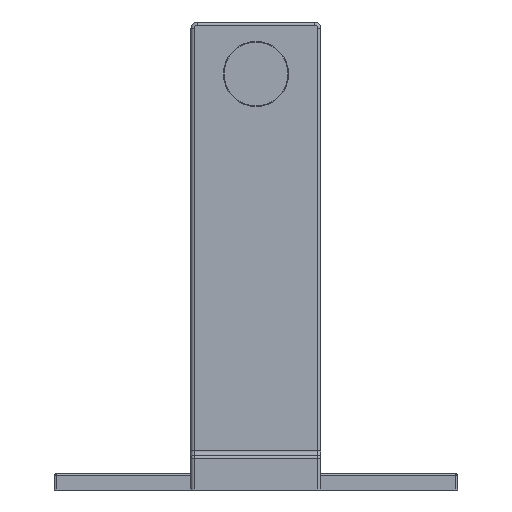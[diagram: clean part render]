
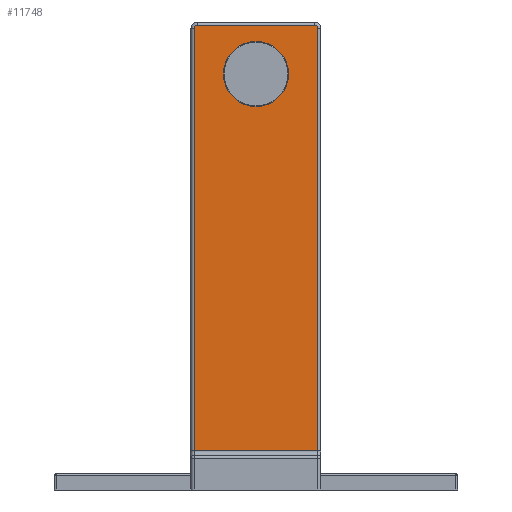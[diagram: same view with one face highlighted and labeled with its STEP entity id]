
A CAD part, front view. The second image highlights one B-rep face of the part: STEP entity #11748.
In plain terms, the highlighted planar face has unit normal (0, -1, 0).
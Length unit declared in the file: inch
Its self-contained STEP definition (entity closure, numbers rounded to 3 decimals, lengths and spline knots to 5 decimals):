
#11215=DIRECTION('',(0.,0.,1.));
#11216=VECTOR('',#11215,8.132);
#11217=CARTESIAN_POINT('',(-1.19,-7.57,0.75));
#11218=LINE('',#11217,#11216);
#11219=CARTESIAN_POINT('',(-1.132,-7.57,8.882));
#11220=DIRECTION('',(0.,1.,0.));
#11221=DIRECTION('',(-1.,0.,0.));
#11222=AXIS2_PLACEMENT_3D('',#11219,#11220,#11221);
#11224=DIRECTION('',(1.,0.,0.));
#11225=VECTOR('',#11224,2.264);
#11226=CARTESIAN_POINT('',(-1.132,-7.57,8.94));
#11227=LINE('',#11226,#11225);
#11228=CARTESIAN_POINT('',(1.132,-7.57,8.882));
#11229=DIRECTION('',(0.,1.,0.));
#11230=DIRECTION('',(0.,0.,1.));
#11231=AXIS2_PLACEMENT_3D('',#11228,#11229,#11230);
#11233=DIRECTION('',(0.,0.,-1.));
#11234=VECTOR('',#11233,8.132);
#11235=CARTESIAN_POINT('',(1.19,-7.57,8.882));
#11236=LINE('',#11235,#11234);
#11237=DIRECTION('',(1.,0.,0.));
#11238=VECTOR('',#11237,2.38);
#11239=CARTESIAN_POINT('',(-1.19,-7.57,0.75));
#11240=LINE('',#11239,#11238);
#11241=CARTESIAN_POINT('',(0.,-7.57,8.));
#11242=DIRECTION('',(0.,-1.,0.));
#11243=DIRECTION('',(1.,0.,0.));
#11244=AXIS2_PLACEMENT_3D('',#11241,#11242,#11243);
#11246=CARTESIAN_POINT('',(0.,-7.57,8.));
#11247=DIRECTION('',(0.,-1.,0.));
#11248=DIRECTION('',(-1.,0.,0.));
#11249=AXIS2_PLACEMENT_3D('',#11246,#11247,#11248);
#11447=CARTESIAN_POINT('',(-1.19,-7.57,0.75));
#11448=VERTEX_POINT('',#11447);
#11451=CARTESIAN_POINT('',(-1.19,-7.57,8.882));
#11452=VERTEX_POINT('',#11451);
#11455=CARTESIAN_POINT('',(-1.132,-7.57,8.94));
#11456=VERTEX_POINT('',#11455);
#11459=CARTESIAN_POINT('',(1.132,-7.57,8.94));
#11460=VERTEX_POINT('',#11459);
#11463=CARTESIAN_POINT('',(1.19,-7.57,8.882));
#11464=VERTEX_POINT('',#11463);
#11467=CARTESIAN_POINT('',(1.19,-7.57,0.75));
#11468=VERTEX_POINT('',#11467);
#11507=CARTESIAN_POINT('',(0.625,-7.57,8.));
#11508=CARTESIAN_POINT('',(-0.625,-7.57,8.));
#11509=VERTEX_POINT('',#11507);
#11510=VERTEX_POINT('',#11508);
#11725=CARTESIAN_POINT('',(-1.25,-7.57,9.));
#11726=DIRECTION('',(0.,-1.,0.));
#11727=DIRECTION('',(0.,0.,-1.));
#11728=AXIS2_PLACEMENT_3D('',#11725,#11726,#11727);
#11729=PLANE('',#11728);
#11731=ORIENTED_EDGE('',*,*,#11730,.T.);
#11733=ORIENTED_EDGE('',*,*,#11732,.T.);
#11735=ORIENTED_EDGE('',*,*,#11734,.T.);
#11737=ORIENTED_EDGE('',*,*,#11736,.T.);
#11738=ORIENTED_EDGE('',*,*,#11679,.T.);
#11739=ORIENTED_EDGE('',*,*,#11718,.F.);
#11740=EDGE_LOOP('',(#11731,#11733,#11735,#11737,#11738,#11739));
#11741=FACE_OUTER_BOUND('',#11740,.F.);
#11743=ORIENTED_EDGE('',*,*,#11742,.T.);
#11745=ORIENTED_EDGE('',*,*,#11744,.T.);
#11746=EDGE_LOOP('',(#11743,#11745));
#11747=FACE_BOUND('',#11746,.F.);
#11748=ADVANCED_FACE('',(#11741,#11747),#11729,.T.);
#11223=CIRCLE('',#11222,0.058);
#11232=CIRCLE('',#11231,0.058);
#11245=CIRCLE('',#11244,0.625);
#11250=CIRCLE('',#11249,0.625);
#11679=EDGE_CURVE('',#11464,#11468,#11236,.T.);
#11718=EDGE_CURVE('',#11448,#11468,#11240,.T.);
#11730=EDGE_CURVE('',#11448,#11452,#11218,.T.);
#11732=EDGE_CURVE('',#11452,#11456,#11223,.T.);
#11734=EDGE_CURVE('',#11456,#11460,#11227,.T.);
#11736=EDGE_CURVE('',#11460,#11464,#11232,.T.);
#11742=EDGE_CURVE('',#11509,#11510,#11245,.T.);
#11744=EDGE_CURVE('',#11510,#11509,#11250,.T.);
